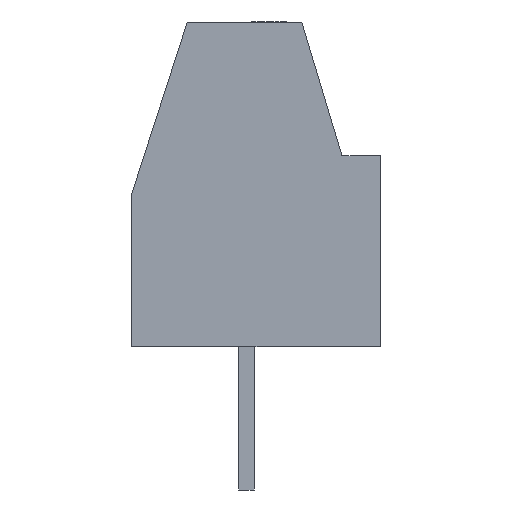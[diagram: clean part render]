
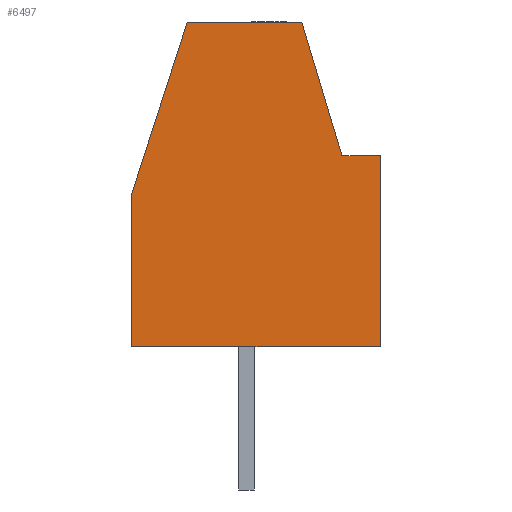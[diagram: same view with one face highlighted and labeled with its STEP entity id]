
A CAD part, left-side view. The second image highlights one B-rep face of the part: STEP entity #6497.
In plain terms, the highlighted planar face has unit normal (-1, 0, 0).
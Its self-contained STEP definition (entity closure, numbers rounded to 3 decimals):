
#5622 = VERTEX_POINT('',#5623);
#5623 = CARTESIAN_POINT('',(0.,-3.5,0.)
  );
#5632 = PLANE('',#5633);
#5633 = AXIS2_PLACEMENT_3D('',#5634,#5635,#5636);
#5634 = CARTESIAN_POINT('',(0.,-3.5,0.));
#5635 = DIRECTION('',(0.,-1.,0.));
#5636 = DIRECTION('',(0.,0.,1.));
#5644 = PLANE('',#5645);
#5645 = AXIS2_PLACEMENT_3D('',#5646,#5647,#5648);
#5646 = CARTESIAN_POINT('',(0.,-3.5,0.));
#5647 = DIRECTION('',(0.,0.,1.));
#5648 = DIRECTION('',(0.,1.,0.));
#5685 = VERTEX_POINT('',#5686);
#5686 = CARTESIAN_POINT('',(0.,-3.5,5.));
#5700 = PLANE('',#5701);
#5701 = AXIS2_PLACEMENT_3D('',#5702,#5703,#5704);
#5702 = CARTESIAN_POINT('',(0.,-3.5,5.));
#5703 = DIRECTION('',(0.,0.,1.));
#5704 = DIRECTION('',(0.,1.,0.));
#5712 = EDGE_CURVE('',#5622,#5685,#5713,.T.);
#5713 = SURFACE_CURVE('',#5714,(#5718,#5725),.PCURVE_S1.);
#5714 = LINE('',#5715,#5716);
#5715 = CARTESIAN_POINT('',(0.,-3.5,0.));
#5716 = VECTOR('',#5717,1.);
#5717 = DIRECTION('',(0.,0.,1.));
#5718 = PCURVE('',#5632,#5719);
#5719 = DEFINITIONAL_REPRESENTATION('',(#5720),#5724);
#5720 = LINE('',#5721,#5722);
#5721 = CARTESIAN_POINT('',(0.,0.));
#5722 = VECTOR('',#5723,1.);
#5723 = DIRECTION('',(1.,0.));
#5724 = ( GEOMETRIC_REPRESENTATION_CONTEXT(2) 
PARAMETRIC_REPRESENTATION_CONTEXT() REPRESENTATION_CONTEXT('2D SPACE',''
  ) );
#5725 = PCURVE('',#5726,#5731);
#5726 = PLANE('',#5727);
#5727 = AXIS2_PLACEMENT_3D('',#5728,#5729,#5730);
#5728 = CARTESIAN_POINT('',(0.,-0.231,
    3.774));
#5729 = DIRECTION('',(1.,0.,0.));
#5730 = DIRECTION('',(0.,0.,1.));
#5731 = DEFINITIONAL_REPRESENTATION('',(#5732),#5736);
#5732 = LINE('',#5733,#5734);
#5733 = CARTESIAN_POINT('',(-3.774,3.269));
#5734 = VECTOR('',#5735,1.);
#5735 = DIRECTION('',(1.,0.));
#5736 = ( GEOMETRIC_REPRESENTATION_CONTEXT(2) 
PARAMETRIC_REPRESENTATION_CONTEXT() REPRESENTATION_CONTEXT('2D SPACE',''
  ) );
#6450 = VERTEX_POINT('',#6451);
#6451 = CARTESIAN_POINT('',(0.,3.,0.));
#6465 = PLANE('',#6466);
#6466 = AXIS2_PLACEMENT_3D('',#6467,#6468,#6469);
#6467 = CARTESIAN_POINT('',(0.,3.,0.)
  );
#6468 = DIRECTION('',(0.,-1.,0.));
#6469 = DIRECTION('',(0.,0.,1.));
#6477 = EDGE_CURVE('',#5622,#6450,#6478,.T.);
#6478 = SURFACE_CURVE('',#6479,(#6483,#6490),.PCURVE_S1.);
#6479 = LINE('',#6480,#6481);
#6480 = CARTESIAN_POINT('',(0.,-3.5,0.));
#6481 = VECTOR('',#6482,1.);
#6482 = DIRECTION('',(0.,1.,0.));
#6483 = PCURVE('',#5644,#6484);
#6484 = DEFINITIONAL_REPRESENTATION('',(#6485),#6489);
#6485 = LINE('',#6486,#6487);
#6486 = CARTESIAN_POINT('',(0.,0.));
#6487 = VECTOR('',#6488,1.);
#6488 = DIRECTION('',(1.,0.));
#6489 = ( GEOMETRIC_REPRESENTATION_CONTEXT(2) 
PARAMETRIC_REPRESENTATION_CONTEXT() REPRESENTATION_CONTEXT('2D SPACE',''
  ) );
#6490 = PCURVE('',#5726,#6491);
#6491 = DEFINITIONAL_REPRESENTATION('',(#6492),#6496);
#6492 = LINE('',#6493,#6494);
#6493 = CARTESIAN_POINT('',(-3.774,3.269));
#6494 = VECTOR('',#6495,1.);
#6495 = DIRECTION('',(0.,-1.));
#6496 = ( GEOMETRIC_REPRESENTATION_CONTEXT(2) 
PARAMETRIC_REPRESENTATION_CONTEXT() REPRESENTATION_CONTEXT('2D SPACE',''
  ) );
#6497 = ADVANCED_FACE('',(#6498),#5726,.F.);
#6498 = FACE_BOUND('',#6499,.F.);
#6499 = EDGE_LOOP('',(#6500,#6501,#6502,#6525,#6553,#6581,#6609));
#6500 = ORIENTED_EDGE('',*,*,#5712,.F.);
#6501 = ORIENTED_EDGE('',*,*,#6477,.T.);
#6502 = ORIENTED_EDGE('',*,*,#6503,.T.);
#6503 = EDGE_CURVE('',#6450,#6504,#6506,.T.);
#6504 = VERTEX_POINT('',#6505);
#6505 = CARTESIAN_POINT('',(0.,3.,4.));
#6506 = SURFACE_CURVE('',#6507,(#6511,#6518),.PCURVE_S1.);
#6507 = LINE('',#6508,#6509);
#6508 = CARTESIAN_POINT('',(0.,3.,0.));
#6509 = VECTOR('',#6510,1.);
#6510 = DIRECTION('',(0.,0.,1.));
#6511 = PCURVE('',#5726,#6512);
#6512 = DEFINITIONAL_REPRESENTATION('',(#6513),#6517);
#6513 = LINE('',#6514,#6515);
#6514 = CARTESIAN_POINT('',(-3.774,-3.231));
#6515 = VECTOR('',#6516,1.);
#6516 = DIRECTION('',(1.,0.));
#6517 = ( GEOMETRIC_REPRESENTATION_CONTEXT(2) 
PARAMETRIC_REPRESENTATION_CONTEXT() REPRESENTATION_CONTEXT('2D SPACE',''
  ) );
#6518 = PCURVE('',#6465,#6519);
#6519 = DEFINITIONAL_REPRESENTATION('',(#6520),#6524);
#6520 = LINE('',#6521,#6522);
#6521 = CARTESIAN_POINT('',(0.,0.));
#6522 = VECTOR('',#6523,1.);
#6523 = DIRECTION('',(1.,0.));
#6524 = ( GEOMETRIC_REPRESENTATION_CONTEXT(2) 
PARAMETRIC_REPRESENTATION_CONTEXT() REPRESENTATION_CONTEXT('2D SPACE',''
  ) );
#6525 = ORIENTED_EDGE('',*,*,#6526,.F.);
#6526 = EDGE_CURVE('',#6527,#6504,#6529,.T.);
#6527 = VERTEX_POINT('',#6528);
#6528 = CARTESIAN_POINT('',(0.,1.551,8.5));
#6529 = SURFACE_CURVE('',#6530,(#6534,#6541),.PCURVE_S1.);
#6530 = LINE('',#6531,#6532);
#6531 = CARTESIAN_POINT('',(0.,1.551,8.5));
#6532 = VECTOR('',#6533,1.);
#6533 = DIRECTION('',(0.,0.307,-0.952)
  );
#6534 = PCURVE('',#5726,#6535);
#6535 = DEFINITIONAL_REPRESENTATION('',(#6536),#6540);
#6536 = LINE('',#6537,#6538);
#6537 = CARTESIAN_POINT('',(4.726,-1.781));
#6538 = VECTOR('',#6539,1.);
#6539 = DIRECTION('',(-0.952,-0.307));
#6540 = ( GEOMETRIC_REPRESENTATION_CONTEXT(2) 
PARAMETRIC_REPRESENTATION_CONTEXT() REPRESENTATION_CONTEXT('2D SPACE',''
  ) );
#6541 = PCURVE('',#6542,#6547);
#6542 = PLANE('',#6543);
#6543 = AXIS2_PLACEMENT_3D('',#6544,#6545,#6546);
#6544 = CARTESIAN_POINT('',(0.,1.551,8.5));
#6545 = DIRECTION('',(0.,0.952,0.307)
  );
#6546 = DIRECTION('',(0.,0.307,-0.952)
  );
#6547 = DEFINITIONAL_REPRESENTATION('',(#6548),#6552);
#6548 = LINE('',#6549,#6550);
#6549 = CARTESIAN_POINT('',(0.,0.));
#6550 = VECTOR('',#6551,1.);
#6551 = DIRECTION('',(1.,0.));
#6552 = ( GEOMETRIC_REPRESENTATION_CONTEXT(2) 
PARAMETRIC_REPRESENTATION_CONTEXT() REPRESENTATION_CONTEXT('2D SPACE',''
  ) );
#6553 = ORIENTED_EDGE('',*,*,#6554,.F.);
#6554 = EDGE_CURVE('',#6555,#6527,#6557,.T.);
#6555 = VERTEX_POINT('',#6556);
#6556 = CARTESIAN_POINT('',(0.,-1.449,8.5));
#6557 = SURFACE_CURVE('',#6558,(#6562,#6569),.PCURVE_S1.);
#6558 = LINE('',#6559,#6560);
#6559 = CARTESIAN_POINT('',(0.,-1.449,8.5));
#6560 = VECTOR('',#6561,1.);
#6561 = DIRECTION('',(0.,1.,0.));
#6562 = PCURVE('',#5726,#6563);
#6563 = DEFINITIONAL_REPRESENTATION('',(#6564),#6568);
#6564 = LINE('',#6565,#6566);
#6565 = CARTESIAN_POINT('',(4.726,1.219));
#6566 = VECTOR('',#6567,1.);
#6567 = DIRECTION('',(0.,-1.));
#6568 = ( GEOMETRIC_REPRESENTATION_CONTEXT(2) 
PARAMETRIC_REPRESENTATION_CONTEXT() REPRESENTATION_CONTEXT('2D SPACE',''
  ) );
#6569 = PCURVE('',#6570,#6575);
#6570 = PLANE('',#6571);
#6571 = AXIS2_PLACEMENT_3D('',#6572,#6573,#6574);
#6572 = CARTESIAN_POINT('',(0.,-1.449,8.5));
#6573 = DIRECTION('',(0.,0.,1.));
#6574 = DIRECTION('',(0.,1.,0.));
#6575 = DEFINITIONAL_REPRESENTATION('',(#6576),#6580);
#6576 = LINE('',#6577,#6578);
#6577 = CARTESIAN_POINT('',(0.,0.));
#6578 = VECTOR('',#6579,1.);
#6579 = DIRECTION('',(1.,0.));
#6580 = ( GEOMETRIC_REPRESENTATION_CONTEXT(2) 
PARAMETRIC_REPRESENTATION_CONTEXT() REPRESENTATION_CONTEXT('2D SPACE',''
  ) );
#6581 = ORIENTED_EDGE('',*,*,#6582,.F.);
#6582 = EDGE_CURVE('',#6583,#6555,#6585,.T.);
#6583 = VERTEX_POINT('',#6584);
#6584 = CARTESIAN_POINT('',(0.,-2.5,5.));
#6585 = SURFACE_CURVE('',#6586,(#6590,#6597),.PCURVE_S1.);
#6586 = LINE('',#6587,#6588);
#6587 = CARTESIAN_POINT('',(0.,-2.5,5.));
#6588 = VECTOR('',#6589,1.);
#6589 = DIRECTION('',(0.,0.288,0.958)
  );
#6590 = PCURVE('',#5726,#6591);
#6591 = DEFINITIONAL_REPRESENTATION('',(#6592),#6596);
#6592 = LINE('',#6593,#6594);
#6593 = CARTESIAN_POINT('',(1.226,2.269));
#6594 = VECTOR('',#6595,1.);
#6595 = DIRECTION('',(0.958,-0.288));
#6596 = ( GEOMETRIC_REPRESENTATION_CONTEXT(2) 
PARAMETRIC_REPRESENTATION_CONTEXT() REPRESENTATION_CONTEXT('2D SPACE',''
  ) );
#6597 = PCURVE('',#6598,#6603);
#6598 = PLANE('',#6599);
#6599 = AXIS2_PLACEMENT_3D('',#6600,#6601,#6602);
#6600 = CARTESIAN_POINT('',(0.,-2.5,5.));
#6601 = DIRECTION('',(0.,-0.958,0.288)
  );
#6602 = DIRECTION('',(0.,0.288,0.958)
  );
#6603 = DEFINITIONAL_REPRESENTATION('',(#6604),#6608);
#6604 = LINE('',#6605,#6606);
#6605 = CARTESIAN_POINT('',(0.,0.));
#6606 = VECTOR('',#6607,1.);
#6607 = DIRECTION('',(1.,0.));
#6608 = ( GEOMETRIC_REPRESENTATION_CONTEXT(2) 
PARAMETRIC_REPRESENTATION_CONTEXT() REPRESENTATION_CONTEXT('2D SPACE',''
  ) );
#6609 = ORIENTED_EDGE('',*,*,#6610,.F.);
#6610 = EDGE_CURVE('',#5685,#6583,#6611,.T.);
#6611 = SURFACE_CURVE('',#6612,(#6616,#6623),.PCURVE_S1.);
#6612 = LINE('',#6613,#6614);
#6613 = CARTESIAN_POINT('',(0.,-3.5,5.));
#6614 = VECTOR('',#6615,1.);
#6615 = DIRECTION('',(0.,1.,0.));
#6616 = PCURVE('',#5726,#6617);
#6617 = DEFINITIONAL_REPRESENTATION('',(#6618),#6622);
#6618 = LINE('',#6619,#6620);
#6619 = CARTESIAN_POINT('',(1.226,3.269));
#6620 = VECTOR('',#6621,1.);
#6621 = DIRECTION('',(0.,-1.));
#6622 = ( GEOMETRIC_REPRESENTATION_CONTEXT(2) 
PARAMETRIC_REPRESENTATION_CONTEXT() REPRESENTATION_CONTEXT('2D SPACE',''
  ) );
#6623 = PCURVE('',#5700,#6624);
#6624 = DEFINITIONAL_REPRESENTATION('',(#6625),#6629);
#6625 = LINE('',#6626,#6627);
#6626 = CARTESIAN_POINT('',(0.,0.));
#6627 = VECTOR('',#6628,1.);
#6628 = DIRECTION('',(1.,0.));
#6629 = ( GEOMETRIC_REPRESENTATION_CONTEXT(2) 
PARAMETRIC_REPRESENTATION_CONTEXT() REPRESENTATION_CONTEXT('2D SPACE',''
  ) );
